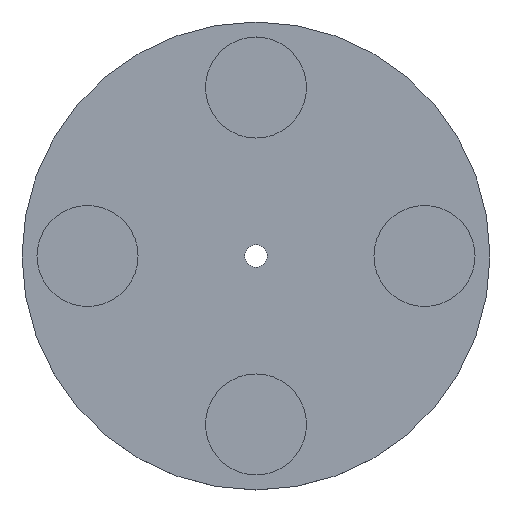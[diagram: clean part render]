
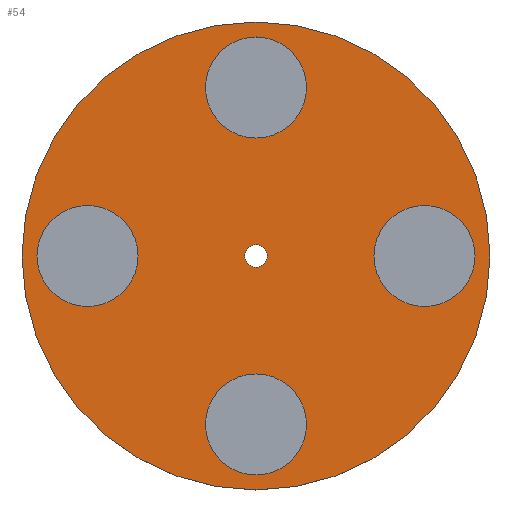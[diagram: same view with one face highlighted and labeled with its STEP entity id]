
A CAD part, top view. The second image highlights one B-rep face of the part: STEP entity #54.
In plain terms, the highlighted planar face has unit normal (0, 0, 1).
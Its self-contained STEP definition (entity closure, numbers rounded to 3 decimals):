
#54=ADVANCED_FACE('',(#74,#76,#78,#80,#82,#84),#86,.T.);
#74=FACE_BOUND('',#75,.T.);
#75=EDGE_LOOP('',(#175));
#76=FACE_BOUND('',#77,.T.);
#77=EDGE_LOOP('',(#176));
#78=FACE_BOUND('',#79,.T.);
#79=EDGE_LOOP('',(#177));
#80=FACE_BOUND('',#81,.T.);
#81=EDGE_LOOP('',(#178));
#82=FACE_BOUND('',#83,.T.);
#83=EDGE_LOOP('',(#179));
#84=FACE_BOUND('',#85,.T.);
#85=EDGE_LOOP('',(#180));
#86=PLANE('',#87);
#87=AXIS2_PLACEMENT_3D('',#88,#89,#90);
#88=CARTESIAN_POINT('',(0.,0.,10.));
#89=DIRECTION('',(0.,0.,1.));
#90=DIRECTION('',(-1.,0.,0.));
#175=ORIENTED_EDGE('',*,*,#199,.T.);
#176=ORIENTED_EDGE('',*,*,#200,.T.);
#177=ORIENTED_EDGE('',*,*,#201,.T.);
#178=ORIENTED_EDGE('',*,*,#202,.T.);
#179=ORIENTED_EDGE('',*,*,#203,.T.);
#180=ORIENTED_EDGE('',*,*,#204,.T.);
#199=EDGE_CURVE('',#213,#213,#214,.T.);
#200=EDGE_CURVE('',#215,#215,#216,.T.);
#201=EDGE_CURVE('',#217,#217,#218,.F.);
#202=EDGE_CURVE('',#219,#219,#220,.F.);
#203=EDGE_CURVE('',#221,#221,#222,.F.);
#204=EDGE_CURVE('',#223,#223,#224,.F.);
#213=VERTEX_POINT('',#243);
#214=CIRCLE('',#244,125.);
#215=VERTEX_POINT('',#248);
#216=CIRCLE('',#249,6.);
#217=VERTEX_POINT('',#253);
#218=CIRCLE('',#254,27.);
#219=VERTEX_POINT('',#258);
#220=CIRCLE('',#259,27.);
#221=VERTEX_POINT('',#263);
#222=CIRCLE('',#264,27.);
#223=VERTEX_POINT('',#268);
#224=CIRCLE('',#269,27.);
#243=CARTESIAN_POINT('',(-125.,0.,10.));
#244=AXIS2_PLACEMENT_3D('',#245,#246,#247);
#245=CARTESIAN_POINT('',(0.,0.,10.));
#246=DIRECTION('',(0.,0.,1.));
#247=DIRECTION('',(-1.,0.,0.));
#248=CARTESIAN_POINT('',(0.,6.,10.));
#249=AXIS2_PLACEMENT_3D('',#250,#251,#252);
#250=CARTESIAN_POINT('',(0.,0.,10.));
#251=DIRECTION('',(0.,0.,-1.));
#252=DIRECTION('',(0.,1.,0.));
#253=CARTESIAN_POINT('',(-27.,-90.,10.));
#254=AXIS2_PLACEMENT_3D('',#255,#256,#257);
#255=CARTESIAN_POINT('',(0.,-90.,10.));
#256=DIRECTION('',(0.,0.,1.));
#257=DIRECTION('',(-1.,0.,0.));
#258=CARTESIAN_POINT('',(-90.,27.,10.));
#259=AXIS2_PLACEMENT_3D('',#260,#261,#262);
#260=CARTESIAN_POINT('',(-90.,0.,10.));
#261=DIRECTION('',(0.,0.,1.));
#262=DIRECTION('',(0.,1.,0.));
#263=CARTESIAN_POINT('',(27.,90.,10.));
#264=AXIS2_PLACEMENT_3D('',#265,#266,#267);
#265=CARTESIAN_POINT('',(0.,90.,10.));
#266=DIRECTION('',(0.,0.,1.));
#267=DIRECTION('',(1.,0.,0.));
#268=CARTESIAN_POINT('',(90.,-27.,10.));
#269=AXIS2_PLACEMENT_3D('',#270,#271,#272);
#270=CARTESIAN_POINT('',(90.,0.,10.));
#271=DIRECTION('',(0.,0.,1.));
#272=DIRECTION('',(0.,-1.,0.));
